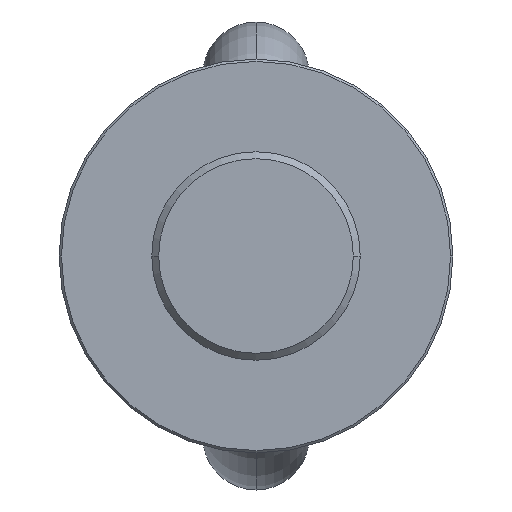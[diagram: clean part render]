
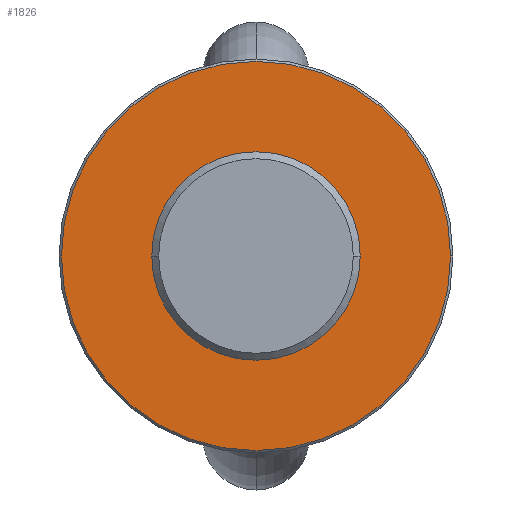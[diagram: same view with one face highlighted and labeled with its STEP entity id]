
A CAD part, front view. The second image highlights one B-rep face of the part: STEP entity #1826.
In plain terms, the highlighted planar face has unit normal (0, -1, 0).
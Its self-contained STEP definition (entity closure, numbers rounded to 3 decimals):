
#5=CARTESIAN_POINT('',(0.,0.,0.));
#6=DIRECTION('',(0.,1.,0.));
#7=DIRECTION('',(1.,0.,0.));
#8=AXIS2_PLACEMENT_3D('',#5,#6,#7);
#14=CARTESIAN_POINT('',(0.,0.,0.));
#15=DIRECTION('',(0.,-1.,0.));
#16=DIRECTION('',(1.,0.,0.));
#17=AXIS2_PLACEMENT_3D('',#14,#15,#16);
#52=CARTESIAN_POINT('',(0.,0.,0.));
#53=DIRECTION('',(0.,-1.,0.));
#54=DIRECTION('',(1.,0.,0.));
#55=AXIS2_PLACEMENT_3D('',#52,#53,#54);
#1380=CARTESIAN_POINT('',(0.,0.,0.));
#1381=DIRECTION('',(0.,1.,0.));
#1382=DIRECTION('',(1.,0.,0.));
#1383=AXIS2_PLACEMENT_3D('',#1380,#1381,#1382);
#1437=CARTESIAN_POINT('',(84.,0.,0.));
#1438=CARTESIAN_POINT('',(-84.,0.,0.));
#1439=VERTEX_POINT('',#1437);
#1440=VERTEX_POINT('',#1438);
#1489=CARTESIAN_POINT('',(45.,0.,0.));
#1491=VERTEX_POINT('',#1489);
#1495=CARTESIAN_POINT('',(-45.,0.,0.));
#1497=VERTEX_POINT('',#1495);
#1809=CARTESIAN_POINT('',(0.,0.,0.));
#1810=DIRECTION('',(0.,-1.,0.));
#1811=DIRECTION('',(-1.,0.,0.));
#1812=AXIS2_PLACEMENT_3D('',#1809,#1810,#1811);
#1813=PLANE('',#1812);
#1815=ORIENTED_EDGE('',*,*,#1814,.F.);
#1817=ORIENTED_EDGE('',*,*,#1816,.T.);
#1818=EDGE_LOOP('',(#1815,#1817));
#1819=FACE_OUTER_BOUND('',#1818,.F.);
#1821=ORIENTED_EDGE('',*,*,#1820,.F.);
#1823=ORIENTED_EDGE('',*,*,#1822,.T.);
#1824=EDGE_LOOP('',(#1821,#1823));
#1825=FACE_BOUND('',#1824,.F.);
#1826=ADVANCED_FACE('',(#1819,#1825),#1813,.T.);
#9=CIRCLE('',#8,45.);
#18=CIRCLE('',#17,45.);
#56=CIRCLE('',#55,84.);
#1384=CIRCLE('',#1383,84.);
#1814=EDGE_CURVE('',#1439,#1440,#56,.T.);
#1816=EDGE_CURVE('',#1439,#1440,#1384,.T.);
#1820=EDGE_CURVE('',#1491,#1497,#9,.T.);
#1822=EDGE_CURVE('',#1491,#1497,#18,.T.);
